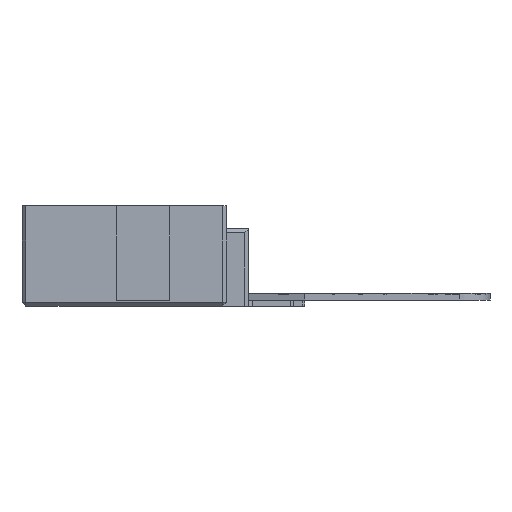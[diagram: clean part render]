
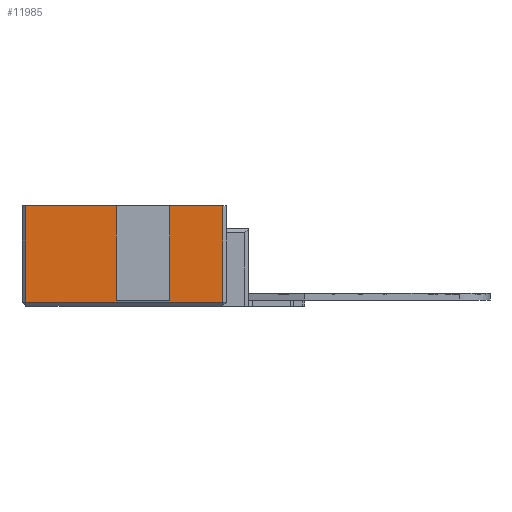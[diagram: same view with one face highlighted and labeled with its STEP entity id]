
A CAD part, left-side view. The second image highlights one B-rep face of the part: STEP entity #11985.
In plain terms, the highlighted planar face has unit normal (-1, 0, 0).
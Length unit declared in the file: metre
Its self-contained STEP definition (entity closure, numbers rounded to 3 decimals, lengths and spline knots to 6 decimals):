
#919=ORIENTED_EDGE('',*,*,#4563,.F.);
#920=ORIENTED_EDGE('',*,*,#4543,.T.);
#921=ORIENTED_EDGE('',*,*,#4564,.T.);
#922=ORIENTED_EDGE('',*,*,#4565,.T.);
#923=ORIENTED_EDGE('',*,*,#4566,.T.);
#924=ORIENTED_EDGE('',*,*,#4567,.T.);
#925=ORIENTED_EDGE('',*,*,#4568,.T.);
#926=ORIENTED_EDGE('',*,*,#4569,.T.);
#4543=EDGE_CURVE('',#6366,#6365,#7589,.T.);
#4563=EDGE_CURVE('',#6366,#6384,#7609,.T.);
#4564=EDGE_CURVE('',#6365,#6385,#7610,.T.);
#4565=EDGE_CURVE('',#6385,#6386,#7611,.T.);
#4566=EDGE_CURVE('',#6386,#6387,#7612,.T.);
#4567=EDGE_CURVE('',#6387,#6388,#7613,.T.);
#4568=EDGE_CURVE('',#6388,#6389,#7614,.T.);
#4569=EDGE_CURVE('',#6389,#6384,#7615,.T.);
#6365=VERTEX_POINT('',#15597);
#6366=VERTEX_POINT('',#15599);
#6384=VERTEX_POINT('',#15641);
#6385=VERTEX_POINT('',#15643);
#6386=VERTEX_POINT('',#15645);
#6387=VERTEX_POINT('',#15647);
#6388=VERTEX_POINT('',#15649);
#6389=VERTEX_POINT('',#15651);
#7589=LINE('',#15598,#8835);
#7609=LINE('',#15640,#8855);
#7610=LINE('',#15642,#8856);
#7611=LINE('',#15644,#8857);
#7612=LINE('',#15646,#8858);
#7613=LINE('',#15648,#8859);
#7614=LINE('',#15650,#8860);
#7615=LINE('',#15652,#8861);
#8835=VECTOR('',#13286,1.);
#8855=VECTOR('',#13314,1.);
#8856=VECTOR('',#13315,1.);
#8857=VECTOR('',#13316,1.);
#8858=VECTOR('',#13317,1.);
#8859=VECTOR('',#13318,1.);
#8860=VECTOR('',#13319,1.);
#8861=VECTOR('',#13320,1.);
#10074=EDGE_LOOP('',(#919,#920,#921,#922,#923,#924,#925,#926));
#10834=FACE_BOUND('',#10074,.T.);
#11593=PLANE('',#12743);
#11985=ADVANCED_FACE('',(#10834),#11593,.T.);
#12743=AXIS2_PLACEMENT_3D('',#15639,#13312,#13313);
#13286=DIRECTION('',(0.,1.,0.));
#13312=DIRECTION('',(-1.,0.,0.));
#13313=DIRECTION('',(0.,-1.,0.));
#13314=DIRECTION('',(0.,0.,1.));
#13315=DIRECTION('',(0.,0.,1.));
#13316=DIRECTION('',(0.,1.,0.));
#13317=DIRECTION('',(0.,0.,-1.));
#13318=DIRECTION('',(0.,-1.,0.));
#13319=DIRECTION('',(0.,0.,1.));
#13320=DIRECTION('',(0.,1.,0.));
#15597=CARTESIAN_POINT('',(-0.113335,0.0021,0.0015));
#15598=CARTESIAN_POINT('',(-0.113335,-0.004843,0.0015));
#15599=CARTESIAN_POINT('',(-0.113335,-0.011785,0.0015));
#15639=CARTESIAN_POINT('',(-0.113335,0.,0.0015));
#15640=CARTESIAN_POINT('',(-0.113335,-0.011785,0.01375));
#15641=CARTESIAN_POINT('',(-0.113335,-0.011785,0.026));
#15642=CARTESIAN_POINT('',(-0.113335,0.0021,0.01375));
#15643=CARTESIAN_POINT('',(-0.113335,0.0021,0.026));
#15644=CARTESIAN_POINT('',(-0.113335,0.,0.026));
#15645=CARTESIAN_POINT('',(-0.113335,0.0255,0.026));
#15646=CARTESIAN_POINT('',(-0.113335,0.0255,0.));
#15647=CARTESIAN_POINT('',(-0.113335,0.0255,0.001));
#15648=CARTESIAN_POINT('',(-0.113335,-0.0265,0.001));
#15649=CARTESIAN_POINT('',(-0.113335,-0.0255,0.001));
#15650=CARTESIAN_POINT('',(-0.113335,-0.0255,0.0015));
#15651=CARTESIAN_POINT('',(-0.113335,-0.0255,0.026));
#15652=CARTESIAN_POINT('',(-0.113335,0.,0.026));
